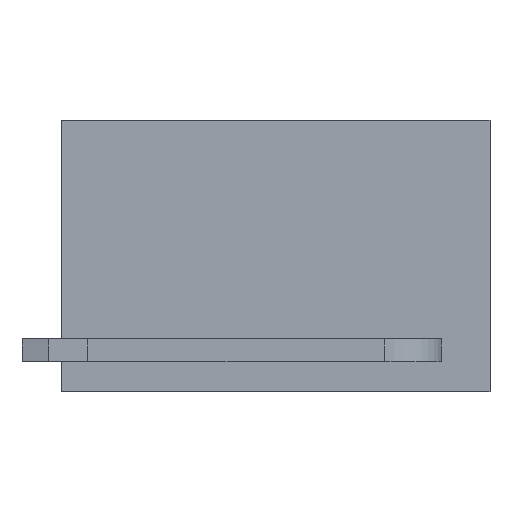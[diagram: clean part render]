
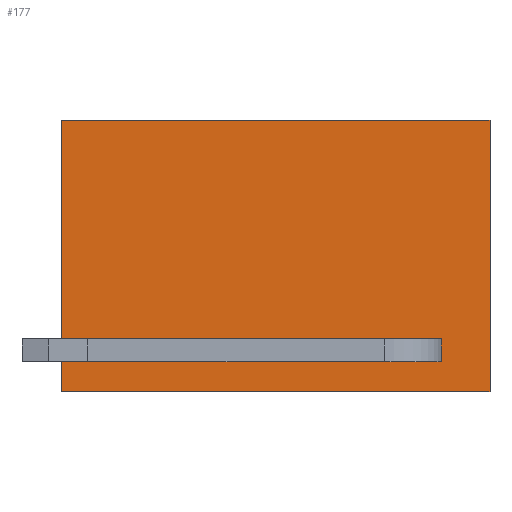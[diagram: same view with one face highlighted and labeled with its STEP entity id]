
A CAD part, front view. The second image highlights one B-rep face of the part: STEP entity #177.
In plain terms, the highlighted planar face has unit normal (0, -1, 0).
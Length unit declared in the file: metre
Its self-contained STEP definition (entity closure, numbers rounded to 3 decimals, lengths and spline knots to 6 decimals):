
#177=ADVANCED_FACE('',(#473,#474,#475),#476,.T.);
#473=FACE_OUTER_BOUND('',#899,.T.);
#474=FACE_BOUND('',#900,.T.);
#475=FACE_BOUND('',#901,.T.);
#476=PLANE('',#902);
#899=EDGE_LOOP('',(#1368,#1369,#1370,#1371));
#900=EDGE_LOOP('',(#1372,#1373,#1374,#1375));
#901=EDGE_LOOP('',(#1376,#1377,#1378,#1379));
#902=AXIS2_PLACEMENT_3D('',#1380,#1381,#1382);
#1368=ORIENTED_EDGE('',*,*,#2565,.T.);
#1369=ORIENTED_EDGE('',*,*,#2566,.F.);
#1370=ORIENTED_EDGE('',*,*,#2567,.F.);
#1371=ORIENTED_EDGE('',*,*,#2568,.T.);
#1372=ORIENTED_EDGE('',*,*,#2569,.T.);
#1373=ORIENTED_EDGE('',*,*,#2570,.T.);
#1374=ORIENTED_EDGE('',*,*,#2571,.T.);
#1375=ORIENTED_EDGE('',*,*,#2572,.T.);
#1376=ORIENTED_EDGE('',*,*,#2573,.T.);
#1377=ORIENTED_EDGE('',*,*,#2574,.T.);
#1378=ORIENTED_EDGE('',*,*,#2575,.T.);
#1379=ORIENTED_EDGE('',*,*,#2576,.F.);
#1380=CARTESIAN_POINT('',(0.005,0.,-0.0095));
#1381=DIRECTION('',(0.,-1.0,0.));
#1382=DIRECTION('',(1.0,0.,0.0));
#2565=EDGE_CURVE('',#3079,#3080,#3081,.T.);
#2566=EDGE_CURVE('',#3082,#3080,#3083,.T.);
#2567=EDGE_CURVE('',#3084,#3082,#3085,.T.);
#2568=EDGE_CURVE('',#3084,#3079,#3086,.T.);
#2569=EDGE_CURVE('',#3087,#3088,#3089,.T.);
#2570=EDGE_CURVE('',#3088,#3090,#3091,.T.);
#2571=EDGE_CURVE('',#3090,#3092,#3093,.T.);
#2572=EDGE_CURVE('',#3092,#3087,#3094,.T.);
#2573=EDGE_CURVE('',#3095,#3096,#3097,.T.);
#2574=EDGE_CURVE('',#3096,#3098,#3099,.T.);
#2575=EDGE_CURVE('',#3098,#3100,#3101,.T.);
#2576=EDGE_CURVE('',#3095,#3100,#3102,.T.);
#3079=VERTEX_POINT('',#3816);
#3080=VERTEX_POINT('',#3817);
#3081=LINE('',#3818,#3819);
#3082=VERTEX_POINT('',#3820);
#3083=LINE('',#3821,#3822);
#3084=VERTEX_POINT('',#3823);
#3085=LINE('',#3824,#3825);
#3086=LINE('',#3826,#3827);
#3087=VERTEX_POINT('',#3828);
#3088=VERTEX_POINT('',#3829);
#3089=LINE('',#3830,#3831);
#3090=VERTEX_POINT('',#3832);
#3091=LINE('',#3833,#3834);
#3092=VERTEX_POINT('',#3835);
#3093=LINE('',#3836,#3837);
#3094=LINE('',#3838,#3839);
#3095=VERTEX_POINT('',#3840);
#3096=VERTEX_POINT('',#3841);
#3097=LINE('',#3842,#3843);
#3098=VERTEX_POINT('',#3844);
#3099=LINE('',#3845,#3846);
#3100=VERTEX_POINT('',#3847);
#3101=LINE('',#3848,#3849);
#3102=LINE('',#3850,#3851);
#3816=CARTESIAN_POINT('',(0.015,0.,-0.0095));
#3817=CARTESIAN_POINT('',(0.015,0.,0.0));
#3818=CARTESIAN_POINT('',(0.015,0.,-0.0095));
#3819=VECTOR('',#4760,1.0);
#3820=CARTESIAN_POINT('',(0.,0.0,0.0));
#3821=CARTESIAN_POINT('',(0.005,0.,0.));
#3822=VECTOR('',#4761,1.0);
#3823=CARTESIAN_POINT('',(0.,0.,-0.0095));
#3824=CARTESIAN_POINT('',(0.,0.,-0.0095));
#3825=VECTOR('',#4762,1.0);
#3826=CARTESIAN_POINT('',(0.005,0.,-0.0095));
#3827=VECTOR('',#4763,1.0);
#3828=CARTESIAN_POINT('',(0.0133,0.,-0.00845));
#3829=CARTESIAN_POINT('',(0.0117,0.,-0.00845));
#3830=CARTESIAN_POINT('',(0.015,0.,-0.00845));
#3831=VECTOR('',#4764,1.0);
#3832=CARTESIAN_POINT('',(0.0117,0.,-0.00765));
#3833=CARTESIAN_POINT('',(0.0117,0.,-0.0095));
#3834=VECTOR('',#4765,1.0);
#3835=CARTESIAN_POINT('',(0.0133,0.,-0.00765));
#3836=CARTESIAN_POINT('',(0.015,0.,-0.00765));
#3837=VECTOR('',#4766,1.0);
#3838=CARTESIAN_POINT('',(0.0133,0.,-0.0095));
#3839=VECTOR('',#4767,1.0);
#3840=CARTESIAN_POINT('',(0.0033,0.,-0.00845));
#3841=CARTESIAN_POINT('',(0.0021,0.,-0.00845));
#3842=CARTESIAN_POINT('',(0.015,0.,-0.00845));
#3843=VECTOR('',#4768,1.0);
#3844=CARTESIAN_POINT('',(0.0021,0.,-0.00765));
#3845=CARTESIAN_POINT('',(0.0021,0.,-0.00845));
#3846=VECTOR('',#4769,1.0);
#3847=CARTESIAN_POINT('',(0.0033,0.,-0.00765));
#3848=CARTESIAN_POINT('',(0.00295,0.,-0.00765));
#3849=VECTOR('',#4770,1.0);
#3850=CARTESIAN_POINT('',(0.0033,0.,-0.0095));
#3851=VECTOR('',#4771,1.0);
#4760=DIRECTION('',(0.,0.,1.0));
#4761=DIRECTION('',(1.0,0.,0.));
#4762=DIRECTION('',(0.,0.,1.0));
#4763=DIRECTION('',(1.0,0.,0.));
#4764=DIRECTION('',(-1.0,0.,0.));
#4765=DIRECTION('',(0.,0.,1.0));
#4766=DIRECTION('',(1.0,0.,0.));
#4767=DIRECTION('',(0.,0.,-1.0));
#4768=DIRECTION('',(-1.0,0.,0.));
#4769=DIRECTION('',(0.,0.,1.0));
#4770=DIRECTION('',(1.0,0.,0.));
#4771=DIRECTION('',(0.,0.,1.0));
